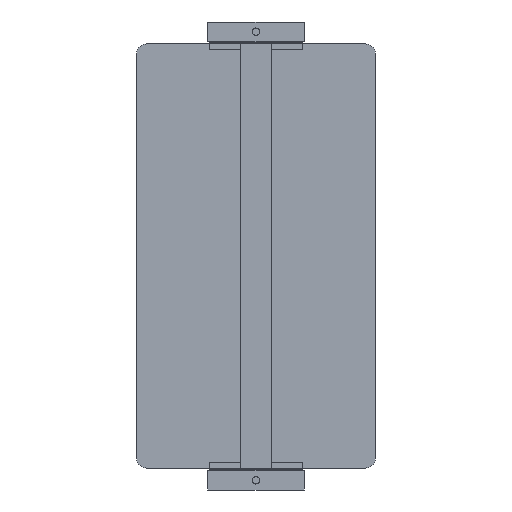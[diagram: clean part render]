
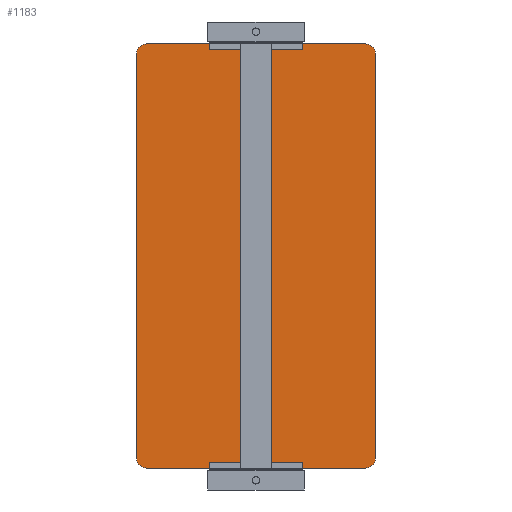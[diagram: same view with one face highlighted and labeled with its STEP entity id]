
A CAD part, front view. The second image highlights one B-rep face of the part: STEP entity #1183.
In plain terms, the highlighted planar face has unit normal (0, -1, 0).
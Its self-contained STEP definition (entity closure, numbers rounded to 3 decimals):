
#84=PLANE('',#1313);
#152=FACE_OUTER_BOUND('',#225,.T.);
#225=EDGE_LOOP('',(#1081,#1082,#1083,#1084,#1085,#1086,#1087,#1088));
#343=LINE('',#2020,#466);
#348=LINE('',#2033,#471);
#349=LINE('',#2035,#472);
#350=LINE('',#2038,#473);
#466=VECTOR('',#1624,10.);
#471=VECTOR('',#1639,10.);
#472=VECTOR('',#1640,10.);
#473=VECTOR('',#1643,10.);
#505=CIRCLE('',#1303,30.);
#509=CIRCLE('',#1310,30.);
#510=CIRCLE('',#1312,30.);
#511=CIRCLE('',#1314,30.);
#608=VERTEX_POINT('',#1999);
#609=VERTEX_POINT('',#2001);
#616=VERTEX_POINT('',#2019);
#617=VERTEX_POINT('',#2023);
#618=VERTEX_POINT('',#2027);
#619=VERTEX_POINT('',#2028);
#620=VERTEX_POINT('',#2034);
#621=VERTEX_POINT('',#2036);
#761=EDGE_CURVE('',#608,#609,#505,.T.);
#770=EDGE_CURVE('',#616,#609,#343,.T.);
#772=EDGE_CURVE('',#616,#617,#509,.T.);
#774=EDGE_CURVE('',#618,#619,#510,.T.);
#777=EDGE_CURVE('',#619,#608,#348,.T.);
#778=EDGE_CURVE('',#620,#618,#349,.T.);
#779=EDGE_CURVE('',#621,#620,#511,.T.);
#780=EDGE_CURVE('',#621,#617,#350,.T.);
#1081=ORIENTED_EDGE('',*,*,#761,.F.);
#1082=ORIENTED_EDGE('',*,*,#777,.F.);
#1083=ORIENTED_EDGE('',*,*,#774,.F.);
#1084=ORIENTED_EDGE('',*,*,#778,.F.);
#1085=ORIENTED_EDGE('',*,*,#779,.F.);
#1086=ORIENTED_EDGE('',*,*,#780,.T.);
#1087=ORIENTED_EDGE('',*,*,#772,.F.);
#1088=ORIENTED_EDGE('',*,*,#770,.T.);
#1183=ADVANCED_FACE('',(#152),#84,.T.);
#1303=AXIS2_PLACEMENT_3D('',#2002,#1607,#1608);
#1310=AXIS2_PLACEMENT_3D('',#2024,#1628,#1629);
#1312=AXIS2_PLACEMENT_3D('',#2029,#1633,#1634);
#1313=AXIS2_PLACEMENT_3D('',#2032,#1637,#1638);
#1314=AXIS2_PLACEMENT_3D('',#2037,#1641,#1642);
#1607=DIRECTION('center_axis',(0.,1.,0.));
#1608=DIRECTION('ref_axis',(-0.707,0.,-0.707));
#1624=DIRECTION('',(0.,0.,-1.));
#1628=DIRECTION('center_axis',(0.,1.,0.));
#1629=DIRECTION('ref_axis',(-0.707,0.,0.707));
#1633=DIRECTION('center_axis',(0.,1.,0.));
#1634=DIRECTION('ref_axis',(0.707,0.,-0.707));
#1637=DIRECTION('center_axis',(0.,-1.,0.));
#1638=DIRECTION('ref_axis',(-1.,0.,0.));
#1639=DIRECTION('',(-1.,0.,0.));
#1640=DIRECTION('',(0.,0.,-1.));
#1641=DIRECTION('center_axis',(0.,1.,0.));
#1642=DIRECTION('ref_axis',(0.707,0.,0.707));
#1643=DIRECTION('',(-1.,0.,0.));
#1999=CARTESIAN_POINT('',(-280.,394.,-548.5));
#2001=CARTESIAN_POINT('',(-310.,394.,-518.5));
#2002=CARTESIAN_POINT('Origin',(-280.,394.,-518.5));
#2019=CARTESIAN_POINT('',(-310.,394.,518.5));
#2020=CARTESIAN_POINT('',(-310.,394.,548.5));
#2023=CARTESIAN_POINT('',(-280.,394.,548.5));
#2024=CARTESIAN_POINT('Origin',(-280.,394.,518.5));
#2027=CARTESIAN_POINT('',(310.,394.,-518.5));
#2028=CARTESIAN_POINT('',(280.,394.,-548.5));
#2029=CARTESIAN_POINT('Origin',(280.,394.,-518.5));
#2032=CARTESIAN_POINT('Origin',(310.,394.,548.5));
#2033=CARTESIAN_POINT('',(155.,394.,-548.5));
#2034=CARTESIAN_POINT('',(310.,394.,518.5));
#2035=CARTESIAN_POINT('',(310.,394.,548.5));
#2036=CARTESIAN_POINT('',(280.,394.,548.5));
#2037=CARTESIAN_POINT('Origin',(280.,394.,518.5));
#2038=CARTESIAN_POINT('',(310.,394.,548.5));
